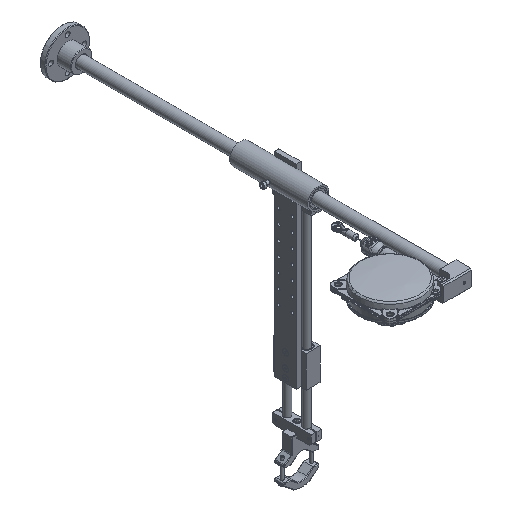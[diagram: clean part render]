
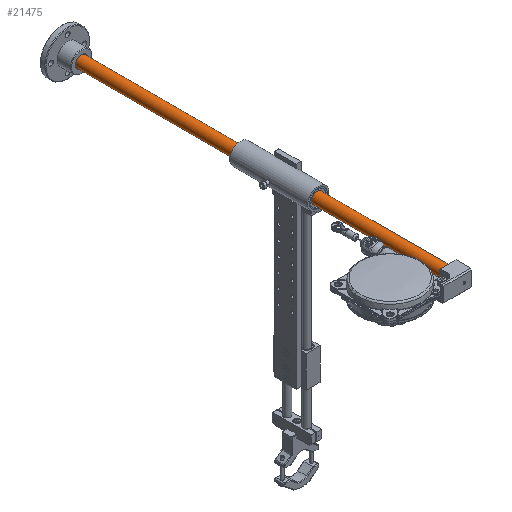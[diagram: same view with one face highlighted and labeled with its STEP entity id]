
A CAD part, isometric view. The second image highlights one B-rep face of the part: STEP entity #21475.
In plain terms, the highlighted cylindrical face has radius 10 mm (diameter 20 mm), a full revolution.
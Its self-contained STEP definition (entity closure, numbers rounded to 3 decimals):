
#1849 = DIRECTION ( 'NONE',  ( 1., 0., 0. ) ) ;
#3600 = EDGE_LOOP ( 'NONE', ( #8679 ) ) ;
#4751 = CARTESIAN_POINT ( 'NONE',  ( 0., 467.437, 0. ) ) ;
#5168 = EDGE_CURVE ( 'NONE', #24354, #24354, #14596, .T. ) ;
#6341 = CARTESIAN_POINT ( 'NONE',  ( 10., -232.063, 0. ) ) ;
#8679 = ORIENTED_EDGE ( 'NONE', *, *, #5168, .T. ) ;
#9087 = FACE_OUTER_BOUND ( 'NONE', #31786, .T. ) ;
#12288 = CYLINDRICAL_SURFACE ( 'NONE', #27017, 10. ) ;
#14596 = CIRCLE ( 'NONE', #47388, 10. ) ;
#20317 = CARTESIAN_POINT ( 'NONE',  ( 0., 466.937, 0. ) ) ;
#21475 = ADVANCED_FACE ( 'NONE', ( #9087, #33337 ), #12288, .T. ) ;
#22353 = CARTESIAN_POINT ( 'NONE',  ( 0., -232.063, 0. ) ) ;
#23361 = ORIENTED_EDGE ( 'NONE', *, *, #46576, .T. ) ;
#24354 = VERTEX_POINT ( 'NONE', #45685 ) ;
#24987 = DIRECTION ( 'NONE',  ( 0., -1., 0. ) ) ;
#27017 = AXIS2_PLACEMENT_3D ( 'NONE', #4751, #24987, #32799 ) ;
#27045 = VERTEX_POINT ( 'NONE', #6341 ) ;
#28357 = DIRECTION ( 'NONE',  ( 0., -1., 0. ) ) ;
#31786 = EDGE_LOOP ( 'NONE', ( #23361 ) ) ;
#32344 = CIRCLE ( 'NONE', #40179, 10. ) ;
#32799 = DIRECTION ( 'NONE',  ( -1., 0., 0. ) ) ;
#33337 = FACE_OUTER_BOUND ( 'NONE', #3600, .T. ) ;
#36759 = DIRECTION ( 'NONE',  ( 1., 0., 0. ) ) ;
#39621 = DIRECTION ( 'NONE',  ( 0., 1., 0. ) ) ;
#40179 = AXIS2_PLACEMENT_3D ( 'NONE', #22353, #39621, #1849 ) ;
#45685 = CARTESIAN_POINT ( 'NONE',  ( 10., 466.937, 0. ) ) ;
#46576 = EDGE_CURVE ( 'NONE', #27045, #27045, #32344, .T. ) ;
#47388 = AXIS2_PLACEMENT_3D ( 'NONE', #20317, #28357, #36759 ) ;
